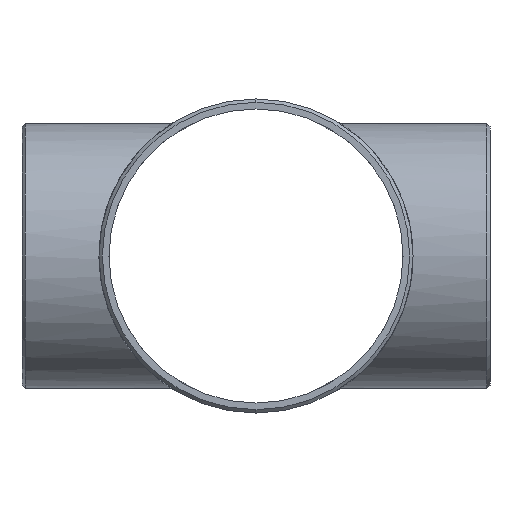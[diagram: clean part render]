
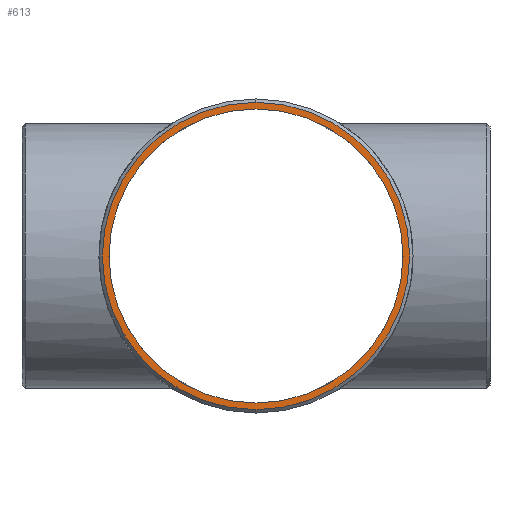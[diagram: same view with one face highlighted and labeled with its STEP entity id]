
A CAD part, left-side view. The second image highlights one B-rep face of the part: STEP entity #613.
In plain terms, the highlighted planar face has unit normal (-1, 0, 0).
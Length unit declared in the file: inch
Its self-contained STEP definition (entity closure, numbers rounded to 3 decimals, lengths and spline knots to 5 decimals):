
#49 = CARTESIAN_POINT ( 'NONE',  ( -10., 0., 5.969 ) ) ;
#76 = DIRECTION ( 'NONE',  ( -1., 0., 0. ) ) ;
#98 = EDGE_CURVE ( 'NONE', #424, #1429, #1271, .T. ) ;
#135 = EDGE_CURVE ( 'NONE', #783, #282, #723, .T. ) ;
#182 = PLANE ( 'NONE',  #536 ) ;
#204 = DIRECTION ( 'NONE',  ( 1., 0., 0. ) ) ;
#262 = EDGE_CURVE ( 'NONE', #1429, #424, #1246, .T. ) ;
#282 = VERTEX_POINT ( 'NONE', #49 ) ;
#350 = EDGE_CURVE ( 'NONE', #282, #783, #1545, .T. ) ;
#404 = FACE_OUTER_BOUND ( 'NONE', #1541, .T. ) ;
#424 = VERTEX_POINT ( 'NONE', #681 ) ;
#505 = CARTESIAN_POINT ( 'NONE',  ( -10., 0., 6.23967 ) ) ;
#536 = AXIS2_PLACEMENT_3D ( 'NONE', #880, #1164, #1364 ) ;
#551 = ORIENTED_EDGE ( 'NONE', *, *, #135, .T. ) ;
#566 = DIRECTION ( 'NONE',  ( 0., 0., 1. ) ) ;
#573 = ORIENTED_EDGE ( 'NONE', *, *, #98, .T. ) ;
#575 = CARTESIAN_POINT ( 'NONE',  ( -10., 0., 0. ) ) ;
#607 = ORIENTED_EDGE ( 'NONE', *, *, #350, .T. ) ;
#613 = ADVANCED_FACE ( 'NONE', ( #404, #785 ), #182, .T. ) ;
#681 = CARTESIAN_POINT ( 'NONE',  ( -10., 0., -6.23967 ) ) ;
#685 = DIRECTION ( 'NONE',  ( -1., 0., 0. ) ) ;
#723 = CIRCLE ( 'NONE', #1461, 5.969 ) ;
#738 = CARTESIAN_POINT ( 'NONE',  ( -10., 0., -5.969 ) ) ;
#751 = DIRECTION ( 'NONE',  ( 0., 0., 1. ) ) ;
#783 = VERTEX_POINT ( 'NONE', #738 ) ;
#785 = FACE_BOUND ( 'NONE', #1327, .T. ) ;
#794 = AXIS2_PLACEMENT_3D ( 'NONE', #575, #685, #1460 ) ;
#861 = AXIS2_PLACEMENT_3D ( 'NONE', #1404, #204, #913 ) ;
#880 = CARTESIAN_POINT ( 'NONE',  ( -10., 0., 0. ) ) ;
#913 = DIRECTION ( 'NONE',  ( 0., 0., 1. ) ) ;
#1053 = CARTESIAN_POINT ( 'NONE',  ( -10., 0., 0. ) ) ;
#1068 = ORIENTED_EDGE ( 'NONE', *, *, #262, .T. ) ;
#1164 = DIRECTION ( 'NONE',  ( -1., 0., 0. ) ) ;
#1246 = CIRCLE ( 'NONE', #794, 6.23967 ) ;
#1271 = CIRCLE ( 'NONE', #1395, 6.23967 ) ;
#1327 = EDGE_LOOP ( 'NONE', ( #607, #551 ) ) ;
#1362 = CARTESIAN_POINT ( 'NONE',  ( -10., 0., 0. ) ) ;
#1364 = DIRECTION ( 'NONE',  ( 0., 0., -1. ) ) ;
#1395 = AXIS2_PLACEMENT_3D ( 'NONE', #1362, #76, #566 ) ;
#1404 = CARTESIAN_POINT ( 'NONE',  ( -10., 0., 0. ) ) ;
#1429 = VERTEX_POINT ( 'NONE', #505 ) ;
#1460 = DIRECTION ( 'NONE',  ( 0., 0., 1. ) ) ;
#1461 = AXIS2_PLACEMENT_3D ( 'NONE', #1053, #1468, #751 ) ;
#1468 = DIRECTION ( 'NONE',  ( 1., 0., 0. ) ) ;
#1541 = EDGE_LOOP ( 'NONE', ( #573, #1068 ) ) ;
#1545 = CIRCLE ( 'NONE', #861, 5.969 ) ;
